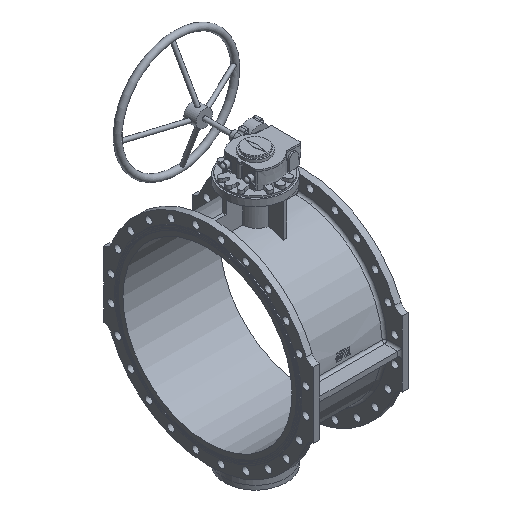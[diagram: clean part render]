
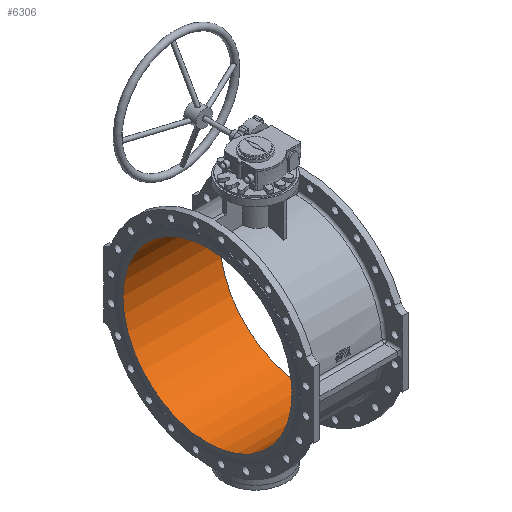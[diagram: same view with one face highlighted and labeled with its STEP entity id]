
A CAD part, isometric view. The second image highlights one B-rep face of the part: STEP entity #6306.
In plain terms, the highlighted cylindrical face has radius 409.5 mm (diameter 819 mm), a full revolution.
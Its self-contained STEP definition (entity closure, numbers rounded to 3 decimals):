
#356 = AXIS2_PLACEMENT_3D ( 'NONE', #6037, #6029, #6032 ) ;
#1286 = FACE_OUTER_BOUND ( 'NONE', #29570, .T. ) ;
#1289 = FACE_OUTER_BOUND ( 'NONE', #29530, .T. ) ;
#1291 = CYLINDRICAL_SURFACE ( 'NONE', #356, 409.5 ) ;
#6029 = DIRECTION ( 'NONE',  ( -1., 0., 0. ) ) ;
#6032 = DIRECTION ( 'NONE',  ( 0., 0., 1. ) ) ;
#6037 = CARTESIAN_POINT ( 'NONE',  ( 0., 0., 0. ) ) ;
#6306 = ADVANCED_FACE ( 'NONE', ( #1286, #1289 ), #1291, .F. ) ;
#7379 = ORIENTED_EDGE ( 'NONE', *, *, #23676, .T. ) ;
#7380 = ORIENTED_EDGE ( 'NONE', *, *, #23718, .F. ) ;
#12844 = AXIS2_PLACEMENT_3D ( 'NONE', #23903, #23904, #23905 ) ;
#12880 = AXIS2_PLACEMENT_3D ( 'NONE', #24025, #24026, #24027 ) ;
#22481 = CIRCLE ( 'NONE', #12844, 409.5 ) ;
#22529 = CIRCLE ( 'NONE', #12880, 409.5 ) ;
#23115 = VERTEX_POINT ( 'NONE', #29295 ) ;
#23146 = VERTEX_POINT ( 'NONE', #29326 ) ;
#23676 = EDGE_CURVE ( 'NONE', #23115, #23115, #22481, .T. ) ;
#23718 = EDGE_CURVE ( 'NONE', #23146, #23146, #22529, .T. ) ;
#23903 = CARTESIAN_POINT ( 'NONE',  ( -235., 0., 0. ) ) ;
#23904 = DIRECTION ( 'NONE',  ( -1., 0., 0. ) ) ;
#23905 = DIRECTION ( 'NONE',  ( 0., 0., 1. ) ) ;
#24025 = CARTESIAN_POINT ( 'NONE',  ( 235., 0., 0. ) ) ;
#24026 = DIRECTION ( 'NONE',  ( -1., 0., 0. ) ) ;
#24027 = DIRECTION ( 'NONE',  ( 0., 0., 1. ) ) ;
#29295 = CARTESIAN_POINT ( 'NONE',  ( -235., 0., 409.5 ) ) ;
#29326 = CARTESIAN_POINT ( 'NONE',  ( 235., 0., 409.5 ) ) ;
#29530 = EDGE_LOOP ( 'NONE', ( #7380 ) ) ;
#29570 = EDGE_LOOP ( 'NONE', ( #7379 ) ) ;
